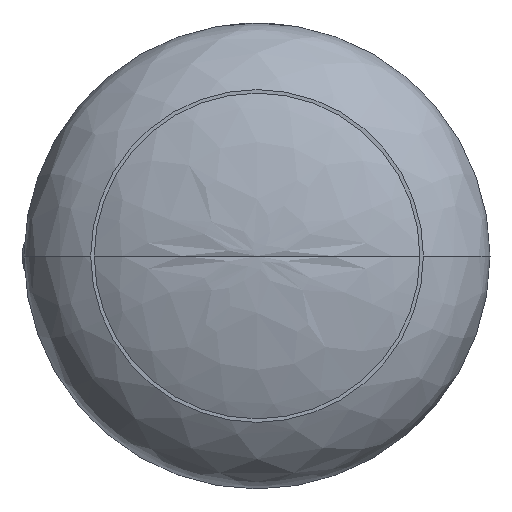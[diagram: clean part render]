
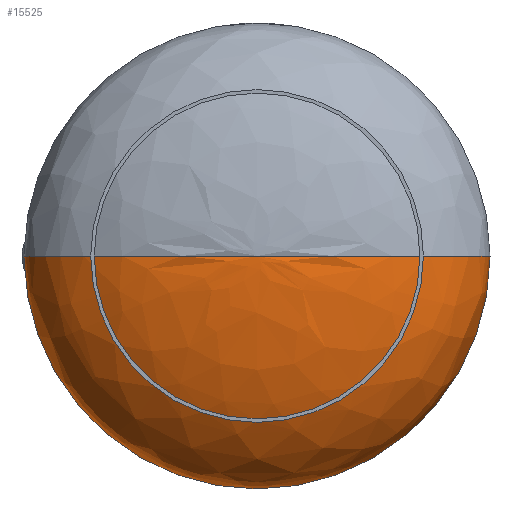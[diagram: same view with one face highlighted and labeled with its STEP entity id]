
A CAD part, front view. The second image highlights one B-rep face of the part: STEP entity #15525.
In plain terms, the highlighted free-form (B-spline) face has degree [3, 3] with [4, 4] control points.
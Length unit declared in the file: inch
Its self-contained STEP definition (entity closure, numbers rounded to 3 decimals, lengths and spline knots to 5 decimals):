
#1740 = ORIENTED_EDGE ( 'NONE', *, *, #30120, .F. ) ;
#2653 = DIRECTION ( 'NONE',  ( 0., -1., 0. ) ) ;
#3377 = CARTESIAN_POINT ( 'NONE',  ( 0., 3.82, 0. ) ) ;
#3708 = CARTESIAN_POINT ( 'NONE',  ( -4.10051, 3.82, 0. ) ) ;
#3942 = EDGE_CURVE ( 'NONE', #34384, #30958, #22860, .T. ) ;
#3975 = CARTESIAN_POINT ( 'NONE',  ( 7., 0.273, 0. ) ) ;
#4399 = CARTESIAN_POINT ( 'NONE',  ( 7., 0.273, 0. ) ) ;
#4790 = CARTESIAN_POINT ( 'NONE',  ( 0., 3.82, 0. ) ) ;
#6513 =( BOUNDED_CURVE ( )  B_SPLINE_CURVE ( 3, ( #28920, #10485, #21582, #18422 ),
 .UNSPECIFIED., .F., .T. ) 
 B_SPLINE_CURVE_WITH_KNOTS ( ( 4, 4 ),
 ( 4.71239, 6.28319 ),
 .UNSPECIFIED. ) 
 CURVE ( )  GEOMETRIC_REPRESENTATION_ITEM ( )  RATIONAL_B_SPLINE_CURVE ( ( 1., 0.805, 0.805, 1. ) ) 
 REPRESENTATION_ITEM ( '' )  );
#6652 = CARTESIAN_POINT ( 'NONE',  ( 4.10051, 3.82, 0. ) ) ;
#8607 = CARTESIAN_POINT ( 'NONE',  ( 7., 2.35078, 14. ) ) ;
#8956 = CARTESIAN_POINT ( 'NONE',  ( 7., 0.273, 0. ) ) ;
#10485 = CARTESIAN_POINT ( 'NONE',  ( -4.10051, 3.82, 0. ) ) ;
#12114 = CARTESIAN_POINT ( 'NONE',  ( 0., 3.82, 0. ) ) ;
#14616 = CARTESIAN_POINT ( 'NONE',  ( 7., 2.35078, 0. ) ) ;
#15525 = ADVANCED_FACE ( 'NONE', ( #30736 ), #34112, .F. ) ;
#15746 = EDGE_CURVE ( 'NONE', #34384, #34539, #6513, .T. ) ;
#16027 = CARTESIAN_POINT ( 'NONE',  ( 0., 0.273, 0. ) ) ;
#16933 = CARTESIAN_POINT ( 'NONE',  ( 0., 3.82, 0. ) ) ;
#17094 = CARTESIAN_POINT ( 'NONE',  ( -7., 2.35078, 0. ) ) ;
#17416 = CARTESIAN_POINT ( 'NONE',  ( 7., 2.35078, 0. ) ) ;
#18422 = CARTESIAN_POINT ( 'NONE',  ( -7., 0.273, 0. ) ) ;
#18836 = DIRECTION ( 'NONE',  ( 1., 0., 0. ) ) ;
#19742 = CARTESIAN_POINT ( 'NONE',  ( -7., 0.273, 0. ) ) ;
#19905 = CARTESIAN_POINT ( 'NONE',  ( -4.10051, 3.82, 8.20101 ) ) ;
#20017 = EDGE_LOOP ( 'NONE', ( #25678, #22719, #1740 ) ) ;
#20072 = CARTESIAN_POINT ( 'NONE',  ( -7., 2.35078, 14. ) ) ;
#21582 = CARTESIAN_POINT ( 'NONE',  ( -7., 2.35078, 0. ) ) ;
#21650 = AXIS2_PLACEMENT_3D ( 'NONE', #16027, #2653, #18836 ) ;
#22546 = CARTESIAN_POINT ( 'NONE',  ( 4.10051, 3.82, 0. ) ) ;
#22719 = ORIENTED_EDGE ( 'NONE', *, *, #15746, .T. ) ;
#22855 = CARTESIAN_POINT ( 'NONE',  ( 4.10051, 3.82, 8.20101 ) ) ;
#22860 =( BOUNDED_CURVE ( )  B_SPLINE_CURVE ( 3, ( #4790, #22546, #14616, #4399 ),
 .UNSPECIFIED., .F., .F. ) 
 B_SPLINE_CURVE_WITH_KNOTS ( ( 4, 4 ),
 ( 4.71239, 6.28319 ),
 .UNSPECIFIED. ) 
 CURVE ( )  GEOMETRIC_REPRESENTATION_ITEM ( )  RATIONAL_B_SPLINE_CURVE ( ( 1., 0.805, 0.805, 1. ) ) 
 REPRESENTATION_ITEM ( '' )  );
#24279 = CARTESIAN_POINT ( 'NONE',  ( -7., 0.273, 0. ) ) ;
#24520 = CIRCLE ( 'NONE', #21650, 7. ) ;
#25495 = CARTESIAN_POINT ( 'NONE',  ( 0., 3.82, 0. ) ) ;
#25678 = ORIENTED_EDGE ( 'NONE', *, *, #3942, .F. ) ;
#27610 = CARTESIAN_POINT ( 'NONE',  ( -7., 0.273, 14. ) ) ;
#28920 = CARTESIAN_POINT ( 'NONE',  ( 0., 3.82, 0. ) ) ;
#29892 = CARTESIAN_POINT ( 'NONE',  ( 0., 3.82, 0. ) ) ;
#30120 = EDGE_CURVE ( 'NONE', #30958, #34539, #24520, .T. ) ;
#30736 = FACE_OUTER_BOUND ( 'NONE', #20017, .T. ) ;
#30958 = VERTEX_POINT ( 'NONE', #3975 ) ;
#33034 = CARTESIAN_POINT ( 'NONE',  ( 7., 0.273, 14. ) ) ;
#34112 =( BOUNDED_SURFACE ( )  B_SPLINE_SURFACE ( 3, 3, ( 
 ( #25495, #3377, #16933, #12114 ),
 ( #6652, #22855, #19905, #3708 ),
 ( #17416, #8607, #20072, #17094 ),
 ( #8956, #33034, #27610, #19742 ) ),
 .UNSPECIFIED., .F., .F., .F. ) 
 B_SPLINE_SURFACE_WITH_KNOTS ( ( 4, 4 ),
 ( 4, 4 ),
 ( 0., 1. ),
 ( 0., 1. ),
 .UNSPECIFIED. ) 
 GEOMETRIC_REPRESENTATION_ITEM ( )  RATIONAL_B_SPLINE_SURFACE ( (
 ( 1., 0.333, 0.333, 1.),
 ( 0.805, 0.268, 0.268, 0.805),
 ( 0.805, 0.268, 0.268, 0.805),
 ( 1., 0.333, 0.333, 1.) ) ) 
 REPRESENTATION_ITEM ( '' )  SURFACE ( )  );
#34384 = VERTEX_POINT ( 'NONE', #29892 ) ;
#34539 = VERTEX_POINT ( 'NONE', #24279 ) ;
